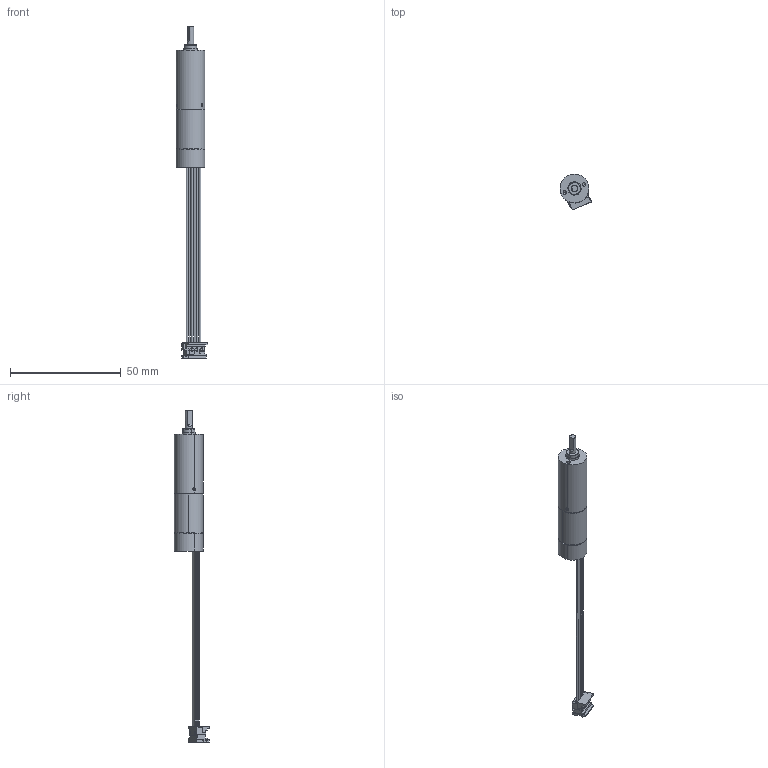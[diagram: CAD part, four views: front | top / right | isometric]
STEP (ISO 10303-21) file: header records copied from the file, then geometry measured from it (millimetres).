
FILE_DESCRIPTION (( 'STEP AP203' ), '1' );
FILE_NAME ('DCU13020+RS13-PG13C-0271.STEP', '2021-06-30T15:05:09', ( '88' ), ( '' ), 'SwSTEP 2.0', 'SolidWorks 2014', '' );
FILE_SCHEMA (( 'CONFIG_CONTROL_DESIGN' ));
Length unit declared in the file: millimetre
Products named in the file (1): DCU13020+RS13-PG13C-0271
Bounding box: 14.38 x 15.98 x 150.11 mm (x, y, z)
Volume: 7535.2 mm3; surface area: 5257.3 mm2
Topology: 8 solids, 8 shells, 593 faces, 1621 edges, 1062 vertices
Faces by surface type: plane 389, cylinder 175, cone 19, torus 10
Entity records: 19147 total; most frequent: CARTESIAN_POINT 4231, ORIENTED_EDGE 3226, DIRECTION 2803, EDGE_CURVE 1613, LINE 1187, VECTOR 1187, VERTEX_POINT 1062, AXIS2_PLACEMENT_3D 808
